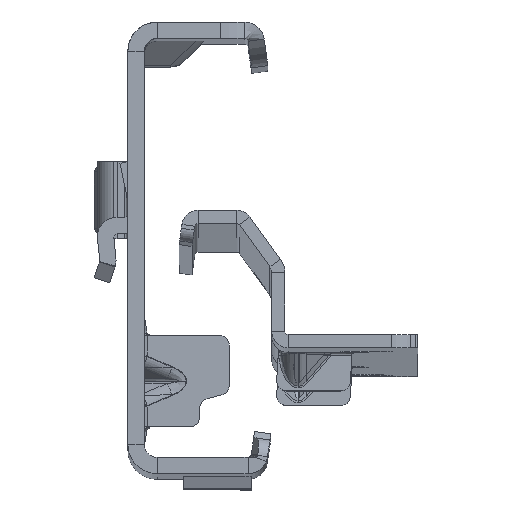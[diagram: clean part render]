
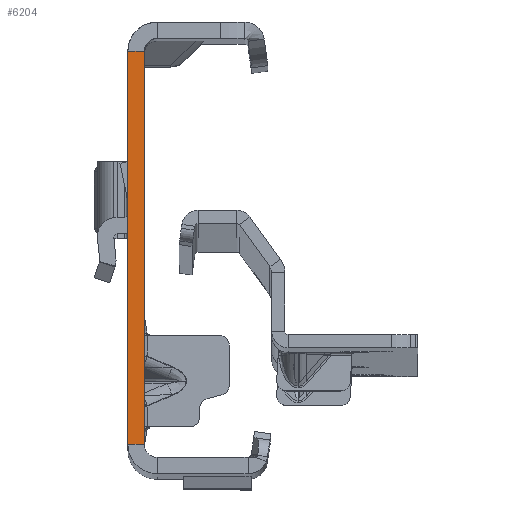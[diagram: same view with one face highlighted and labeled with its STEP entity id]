
A CAD part, top view. The second image highlights one B-rep face of the part: STEP entity #6204.
In plain terms, the highlighted planar face has unit normal (0, 0, 1).
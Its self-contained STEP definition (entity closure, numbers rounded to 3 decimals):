
#236 = EDGE_CURVE ( 'NONE', #4825, #8272, #1841, .T. ) ;
#1062 = CARTESIAN_POINT ( 'NONE',  ( 0., -30., 0. ) ) ;
#1841 = LINE ( 'NONE', #17167, #13482 ) ;
#2685 = EDGE_CURVE ( 'NONE', #9689, #4825, #10688, .T. ) ;
#3191 = AXIS2_PLACEMENT_3D ( 'NONE', #13329, #7654, #13235 ) ;
#4600 = LINE ( 'NONE', #8961, #16032 ) ;
#4825 = VERTEX_POINT ( 'NONE', #8419 ) ;
#4913 = ORIENTED_EDGE ( 'NONE', *, *, #2685, .T. ) ;
#4936 = DIRECTION ( 'NONE',  ( 0., -1., 0. ) ) ;
#6204 = ADVANCED_FACE ( 'NONE', ( #6372 ), #12038, .T. ) ;
#6219 = DIRECTION ( 'NONE',  ( -1., 0., 0. ) ) ;
#6372 = FACE_OUTER_BOUND ( 'NONE', #10765, .T. ) ;
#6888 = EDGE_CURVE ( 'NONE', #11872, #8272, #4600, .T. ) ;
#7654 = DIRECTION ( 'NONE',  ( 0., 0., 1. ) ) ;
#7946 = DIRECTION ( 'NONE',  ( -1., 0., 0. ) ) ;
#8272 = VERTEX_POINT ( 'NONE', #17439 ) ;
#8416 = ORIENTED_EDGE ( 'NONE', *, *, #6888, .F. ) ;
#8419 = CARTESIAN_POINT ( 'NONE',  ( -2.5, 30., 0. ) ) ;
#8487 = CARTESIAN_POINT ( 'NONE',  ( 0., -32., 0. ) ) ;
#8579 = LINE ( 'NONE', #8487, #13223 ) ;
#8961 = CARTESIAN_POINT ( 'NONE',  ( 0., -30., 0. ) ) ;
#9689 = VERTEX_POINT ( 'NONE', #12497 ) ;
#10688 = LINE ( 'NONE', #10871, #17350 ) ;
#10765 = EDGE_LOOP ( 'NONE', ( #13299, #4913, #15815, #8416 ) ) ;
#10871 = CARTESIAN_POINT ( 'NONE',  ( 0., 30., 0. ) ) ;
#11872 = VERTEX_POINT ( 'NONE', #1062 ) ;
#12038 = PLANE ( 'NONE',  #3191 ) ;
#12497 = CARTESIAN_POINT ( 'NONE',  ( 0., 30., 0. ) ) ;
#12578 = EDGE_CURVE ( 'NONE', #9689, #11872, #8579, .T. ) ;
#13223 = VECTOR ( 'NONE', #14161, 1000. ) ;
#13235 = DIRECTION ( 'NONE',  ( 1., 0., 0. ) ) ;
#13299 = ORIENTED_EDGE ( 'NONE', *, *, #12578, .F. ) ;
#13329 = CARTESIAN_POINT ( 'NONE',  ( -2.5, -32., 0. ) ) ;
#13482 = VECTOR ( 'NONE', #4936, 1000. ) ;
#14161 = DIRECTION ( 'NONE',  ( 0., -1., 0. ) ) ;
#15815 = ORIENTED_EDGE ( 'NONE', *, *, #236, .T. ) ;
#16032 = VECTOR ( 'NONE', #6219, 1000. ) ;
#17167 = CARTESIAN_POINT ( 'NONE',  ( -2.5, -32., 0. ) ) ;
#17350 = VECTOR ( 'NONE', #7946, 1000. ) ;
#17439 = CARTESIAN_POINT ( 'NONE',  ( -2.5, -30., 0. ) ) ;
